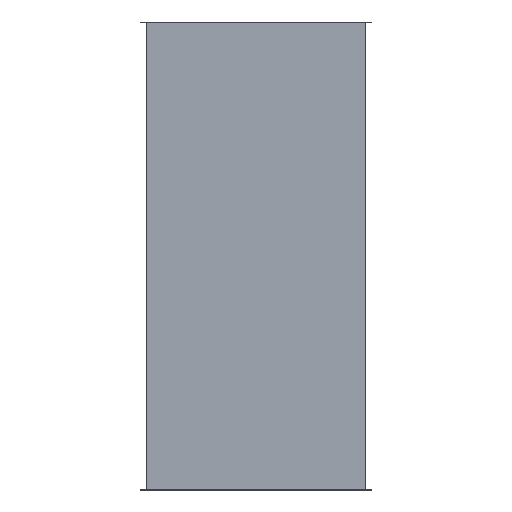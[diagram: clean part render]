
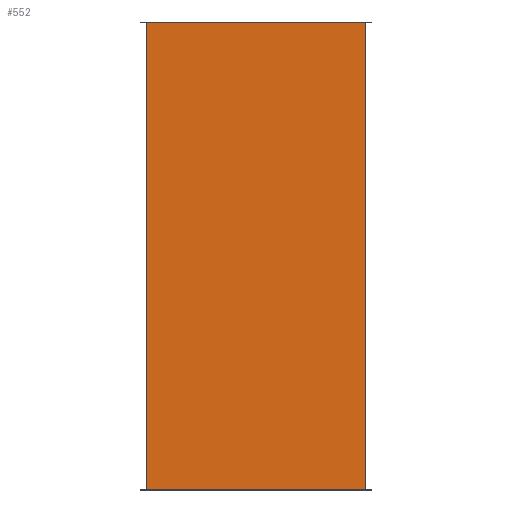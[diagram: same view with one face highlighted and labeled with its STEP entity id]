
A CAD part, front view. The second image highlights one B-rep face of the part: STEP entity #552.
In plain terms, the highlighted planar face has unit normal (0, -1, 0).
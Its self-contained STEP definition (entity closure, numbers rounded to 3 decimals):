
#44 = AXIS2_PLACEMENT_3D ( 'NONE', #1460, #1465, #1466 ) ;
#212 = VERTEX_POINT ( 'NONE', #274 ) ;
#214 = VERTEX_POINT ( 'NONE', #276 ) ;
#250 = VERTEX_POINT ( 'NONE', #312 ) ;
#261 = VERTEX_POINT ( 'NONE', #323 ) ;
#274 = CARTESIAN_POINT ( 'NONE',  ( -351., -151., -749. ) ) ;
#276 = CARTESIAN_POINT ( 'NONE',  ( 351., -151., -749. ) ) ;
#312 = CARTESIAN_POINT ( 'NONE',  ( -351., -151., 749. ) ) ;
#323 = CARTESIAN_POINT ( 'NONE',  ( 351., -151., 749. ) ) ;
#325 = CARTESIAN_POINT ( 'NONE',  ( 351., -151., 750. ) ) ;
#329 = DIRECTION ( 'NONE',  ( 0., 0., -1. ) ) ;
#338 = CARTESIAN_POINT ( 'NONE',  ( -351., -151., 750. ) ) ;
#340 = DIRECTION ( 'NONE',  ( 0., 0., -1. ) ) ;
#342 = CARTESIAN_POINT ( 'NONE',  ( 350., -151., -749. ) ) ;
#343 = DIRECTION ( 'NONE',  ( -1., 0., 0. ) ) ;
#344 = CARTESIAN_POINT ( 'NONE',  ( 350., -151., 749. ) ) ;
#345 = DIRECTION ( 'NONE',  ( 1., 0., 0. ) ) ;
#489 = EDGE_CURVE ( 'NONE', #261, #214, #1007, .T. ) ;
#494 = EDGE_CURVE ( 'NONE', #250, #212, #1012, .T. ) ;
#496 = EDGE_CURVE ( 'NONE', #214, #212, #1016, .T. ) ;
#497 = EDGE_CURVE ( 'NONE', #250, #261, #1018, .T. ) ;
#552 = ADVANCED_FACE ( 'NONE', ( #1109 ), #1459, .F. ) ;
#981 = ORIENTED_EDGE ( 'NONE', *, *, #496, .F. ) ;
#982 = ORIENTED_EDGE ( 'NONE', *, *, #489, .F. ) ;
#983 = ORIENTED_EDGE ( 'NONE', *, *, #497, .F. ) ;
#984 = ORIENTED_EDGE ( 'NONE', *, *, #494, .T. ) ;
#1002 = VECTOR ( 'NONE', #329, 1000. ) ;
#1007 = LINE ( 'NONE', #325, #1002 ) ;
#1012 = LINE ( 'NONE', #338, #1015 ) ;
#1015 = VECTOR ( 'NONE', #340, 1000. ) ;
#1016 = LINE ( 'NONE', #342, #1019 ) ;
#1018 = LINE ( 'NONE', #344, #1021 ) ;
#1019 = VECTOR ( 'NONE', #343, 1000. ) ;
#1021 = VECTOR ( 'NONE', #345, 1000. ) ;
#1109 = FACE_OUTER_BOUND ( 'NONE', #1310, .T. ) ;
#1310 = EDGE_LOOP ( 'NONE', ( #981, #982, #983, #984 ) ) ;
#1459 = PLANE ( 'NONE',  #44 ) ;
#1460 = CARTESIAN_POINT ( 'NONE',  ( 350., -151., 750. ) ) ;
#1465 = DIRECTION ( 'NONE',  ( 0., 1., 0. ) ) ;
#1466 = DIRECTION ( 'NONE',  ( -1., 0., 0. ) ) ;
